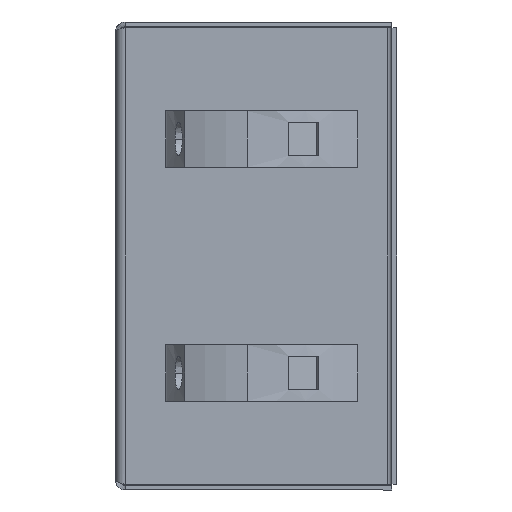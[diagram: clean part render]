
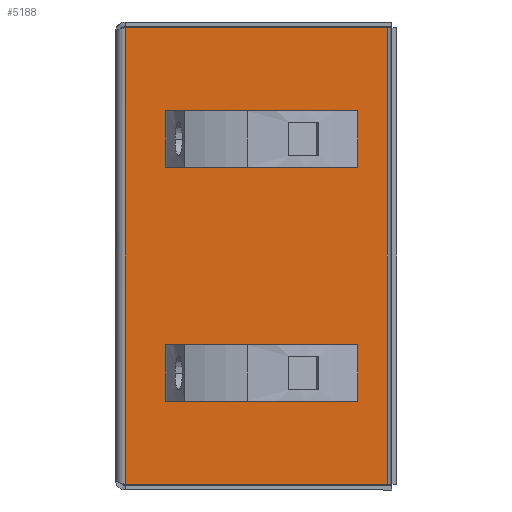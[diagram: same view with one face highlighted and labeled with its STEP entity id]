
A CAD part, left-side view. The second image highlights one B-rep face of the part: STEP entity #5188.
In plain terms, the highlighted planar face has unit normal (-1, 0, 0).
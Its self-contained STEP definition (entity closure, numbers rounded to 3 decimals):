
#1 = CARTESIAN_POINT ( 'NONE',  ( -58., -51.75, -19. ) ) ;
#56 = LINE ( 'NONE', #2567, #3721 ) ;
#66 = CARTESIAN_POINT ( 'NONE',  ( -58., -58., 48.802 ) ) ;
#132 = CARTESIAN_POINT ( 'NONE',  ( -58., -51.75, 31. ) ) ;
#182 = LINE ( 'NONE', #132, #4708 ) ;
#200 = ORIENTED_EDGE ( 'NONE', *, *, #1976, .T. ) ;
#206 = VECTOR ( 'NONE', #4292, 1000. ) ;
#208 = VECTOR ( 'NONE', #444, 1000. ) ;
#217 = VECTOR ( 'NONE', #1348, 1000. ) ;
#303 = CARTESIAN_POINT ( 'NONE',  ( -58., 0., 19. ) ) ;
#305 = ORIENTED_EDGE ( 'NONE', *, *, #4774, .T. ) ;
#376 = VECTOR ( 'NONE', #5032, 1000. ) ;
#408 = ORIENTED_EDGE ( 'NONE', *, *, #2522, .T. ) ;
#410 = LINE ( 'NONE', #1, #5197 ) ;
#444 = DIRECTION ( 'NONE',  ( 0., 1., 0. ) ) ;
#497 = DIRECTION ( 'NONE',  ( 0., 0., -1. ) ) ;
#517 = LINE ( 'NONE', #4346, #206 ) ;
#573 = LINE ( 'NONE', #4430, #1954 ) ;
#653 = VECTOR ( 'NONE', #5464, 1000. ) ;
#663 = VECTOR ( 'NONE', #2925, 1000. ) ;
#687 = CARTESIAN_POINT ( 'NONE',  ( -58., -10.647, 31. ) ) ;
#707 = CARTESIAN_POINT ( 'NONE',  ( -58., -51.75, 31. ) ) ;
#741 = VECTOR ( 'NONE', #1786, 1000. ) ;
#937 = ORIENTED_EDGE ( 'NONE', *, *, #1911, .T. ) ;
#990 = VECTOR ( 'NONE', #4168, 1000. ) ;
#1011 = EDGE_CURVE ( 'NONE', #2648, #4122, #1759, .T. ) ;
#1040 = VERTEX_POINT ( 'NONE', #4806 ) ;
#1144 = EDGE_CURVE ( 'NONE', #2069, #4099, #4889, .T. ) ;
#1149 = VERTEX_POINT ( 'NONE', #2340 ) ;
#1250 = CARTESIAN_POINT ( 'NONE',  ( -58., -51.25, -31. ) ) ;
#1348 = DIRECTION ( 'NONE',  ( 0., -1., 0. ) ) ;
#1370 = VERTEX_POINT ( 'NONE', #2106 ) ;
#1372 = VERTEX_POINT ( 'NONE', #1250 ) ;
#1392 = EDGE_CURVE ( 'NONE', #2926, #1149, #2432, .T. ) ;
#1488 = VERTEX_POINT ( 'NONE', #3336 ) ;
#1499 = DIRECTION ( 'NONE',  ( 0., 0., -1. ) ) ;
#1611 = VERTEX_POINT ( 'NONE', #1703 ) ;
#1630 = ORIENTED_EDGE ( 'NONE', *, *, #3247, .F. ) ;
#1674 = FACE_OUTER_BOUND ( 'NONE', #2308, .T. ) ;
#1703 = CARTESIAN_POINT ( 'NONE',  ( -58., -51.75, -19. ) ) ;
#1759 = LINE ( 'NONE', #66, #1999 ) ;
#1775 = DIRECTION ( 'NONE',  ( 0., -1., 0. ) ) ;
#1786 = DIRECTION ( 'NONE',  ( 0., 0., 1. ) ) ;
#1810 = VERTEX_POINT ( 'NONE', #3697 ) ;
#1838 = LINE ( 'NONE', #2257, #5470 ) ;
#1889 = ORIENTED_EDGE ( 'NONE', *, *, #1011, .F. ) ;
#1911 = EDGE_CURVE ( 'NONE', #1611, #4453, #410, .T. ) ;
#1954 = VECTOR ( 'NONE', #4009, 1000. ) ;
#1961 = LINE ( 'NONE', #3679, #3003 ) ;
#1971 = EDGE_CURVE ( 'NONE', #3954, #2926, #573, .T. ) ;
#1974 = EDGE_LOOP ( 'NONE', ( #408, #2480, #937, #4304, #3566, #5449 ) ) ;
#1976 = EDGE_CURVE ( 'NONE', #1040, #1149, #1838, .T. ) ;
#1980 = ORIENTED_EDGE ( 'NONE', *, *, #1971, .F. ) ;
#1997 = CARTESIAN_POINT ( 'NONE',  ( -58., -51.75, -31. ) ) ;
#1999 = VECTOR ( 'NONE', #497, 1000. ) ;
#2009 = AXIS2_PLACEMENT_3D ( 'NONE', #2464, #3305, #4275 ) ;
#2052 = CARTESIAN_POINT ( 'NONE',  ( -58., -2., -48.802 ) ) ;
#2069 = VERTEX_POINT ( 'NONE', #2368 ) ;
#2106 = CARTESIAN_POINT ( 'NONE',  ( -58., -51.25, -19. ) ) ;
#2109 = LINE ( 'NONE', #2945, #208 ) ;
#2175 = CARTESIAN_POINT ( 'NONE',  ( -58., -51.75, -31. ) ) ;
#2257 = CARTESIAN_POINT ( 'NONE',  ( -58., -51.75, 19. ) ) ;
#2308 = EDGE_LOOP ( 'NONE', ( #1889, #1630, #4004, #5310 ) ) ;
#2340 = CARTESIAN_POINT ( 'NONE',  ( -58., -51.25, 19. ) ) ;
#2368 = CARTESIAN_POINT ( 'NONE',  ( -58., -10.647, -19. ) ) ;
#2432 = LINE ( 'NONE', #303, #376 ) ;
#2464 = CARTESIAN_POINT ( 'NONE',  ( -58., 0., 0. ) ) ;
#2480 = ORIENTED_EDGE ( 'NONE', *, *, #4874, .F. ) ;
#2494 = CARTESIAN_POINT ( 'NONE',  ( -58., -58., -48.802 ) ) ;
#2522 = EDGE_CURVE ( 'NONE', #2069, #1370, #4535, .T. ) ;
#2567 = CARTESIAN_POINT ( 'NONE',  ( -58., 0., 31. ) ) ;
#2648 = VERTEX_POINT ( 'NONE', #4226 ) ;
#2709 = DIRECTION ( 'NONE',  ( 0., 1., 0. ) ) ;
#2758 = DIRECTION ( 'NONE',  ( 0., 1., 0. ) ) ;
#2781 = VERTEX_POINT ( 'NONE', #707 ) ;
#2843 = EDGE_LOOP ( 'NONE', ( #5462, #3799, #305, #200, #5434, #1980 ) ) ;
#2925 = DIRECTION ( 'NONE',  ( 0., 1., 0. ) ) ;
#2926 = VERTEX_POINT ( 'NONE', #4856 ) ;
#2943 = CARTESIAN_POINT ( 'NONE',  ( -58., -10.647, -31. ) ) ;
#2945 = CARTESIAN_POINT ( 'NONE',  ( -58., -51.75, -19. ) ) ;
#2968 = CARTESIAN_POINT ( 'NONE',  ( -58., -51.75, 31. ) ) ;
#3003 = VECTOR ( 'NONE', #5007, 1000. ) ;
#3188 = CARTESIAN_POINT ( 'NONE',  ( -58., -10.647, -19. ) ) ;
#3247 = EDGE_CURVE ( 'NONE', #1810, #2648, #4766, .T. ) ;
#3305 = DIRECTION ( 'NONE',  ( 1., 0., 0. ) ) ;
#3336 = CARTESIAN_POINT ( 'NONE',  ( -58., -51.25, 31. ) ) ;
#3355 = EDGE_CURVE ( 'NONE', #3954, #1488, #56, .T. ) ;
#3562 = EDGE_CURVE ( 'NONE', #4453, #1372, #5040, .T. ) ;
#3566 = ORIENTED_EDGE ( 'NONE', *, *, #3911, .F. ) ;
#3679 = CARTESIAN_POINT ( 'NONE',  ( -58., 0., -31. ) ) ;
#3697 = CARTESIAN_POINT ( 'NONE',  ( -58., -2., 48.802 ) ) ;
#3713 = CARTESIAN_POINT ( 'NONE',  ( -58., 0., -19. ) ) ;
#3721 = VECTOR ( 'NONE', #1775, 1000. ) ;
#3768 = LINE ( 'NONE', #2968, #653 ) ;
#3799 = ORIENTED_EDGE ( 'NONE', *, *, #4261, .F. ) ;
#3845 = FACE_BOUND ( 'NONE', #1974, .T. ) ;
#3887 = CARTESIAN_POINT ( 'NONE',  ( -58., -1., 48.802 ) ) ;
#3911 = EDGE_CURVE ( 'NONE', #4099, #1372, #1961, .T. ) ;
#3933 = CARTESIAN_POINT ( 'NONE',  ( -58., -2., 50. ) ) ;
#3954 = VERTEX_POINT ( 'NONE', #687 ) ;
#4004 = ORIENTED_EDGE ( 'NONE', *, *, #4191, .F. ) ;
#4009 = DIRECTION ( 'NONE',  ( 0., 0., -1. ) ) ;
#4099 = VERTEX_POINT ( 'NONE', #2943 ) ;
#4122 = VERTEX_POINT ( 'NONE', #2494 ) ;
#4168 = DIRECTION ( 'NONE',  ( 0., -1., 0. ) ) ;
#4191 = EDGE_CURVE ( 'NONE', #4764, #1810, #4359, .T. ) ;
#4226 = CARTESIAN_POINT ( 'NONE',  ( -58., -58., 48.802 ) ) ;
#4261 = EDGE_CURVE ( 'NONE', #2781, #1488, #182, .T. ) ;
#4275 = DIRECTION ( 'NONE',  ( 0., 1., 0. ) ) ;
#4292 = DIRECTION ( 'NONE',  ( 0., -1., 0. ) ) ;
#4304 = ORIENTED_EDGE ( 'NONE', *, *, #3562, .T. ) ;
#4346 = CARTESIAN_POINT ( 'NONE',  ( -58., 0., -48.802 ) ) ;
#4359 = LINE ( 'NONE', #3933, #741 ) ;
#4430 = CARTESIAN_POINT ( 'NONE',  ( -58., -10.647, 31. ) ) ;
#4453 = VERTEX_POINT ( 'NONE', #2175 ) ;
#4498 = EDGE_CURVE ( 'NONE', #4764, #4122, #517, .T. ) ;
#4535 = LINE ( 'NONE', #3713, #990 ) ;
#4604 = PLANE ( 'NONE',  #2009 ) ;
#4708 = VECTOR ( 'NONE', #2709, 1000. ) ;
#4764 = VERTEX_POINT ( 'NONE', #2052 ) ;
#4766 = LINE ( 'NONE', #3887, #217 ) ;
#4774 = EDGE_CURVE ( 'NONE', #2781, #1040, #3768, .T. ) ;
#4806 = CARTESIAN_POINT ( 'NONE',  ( -58., -51.75, 19. ) ) ;
#4856 = CARTESIAN_POINT ( 'NONE',  ( -58., -10.647, 19. ) ) ;
#4874 = EDGE_CURVE ( 'NONE', #1611, #1370, #2109, .T. ) ;
#4883 = VECTOR ( 'NONE', #1499, 1000. ) ;
#4889 = LINE ( 'NONE', #3188, #4883 ) ;
#5007 = DIRECTION ( 'NONE',  ( 0., -1., 0. ) ) ;
#5032 = DIRECTION ( 'NONE',  ( 0., -1., 0. ) ) ;
#5040 = LINE ( 'NONE', #1997, #663 ) ;
#5188 = ADVANCED_FACE ( 'NONE', ( #3845, #5540, #1674 ), #4604, .F. ) ;
#5197 = VECTOR ( 'NONE', #5221, 1000. ) ;
#5221 = DIRECTION ( 'NONE',  ( 0., 0., -1. ) ) ;
#5310 = ORIENTED_EDGE ( 'NONE', *, *, #4498, .T. ) ;
#5434 = ORIENTED_EDGE ( 'NONE', *, *, #1392, .F. ) ;
#5449 = ORIENTED_EDGE ( 'NONE', *, *, #1144, .F. ) ;
#5462 = ORIENTED_EDGE ( 'NONE', *, *, #3355, .T. ) ;
#5464 = DIRECTION ( 'NONE',  ( 0., 0., -1. ) ) ;
#5470 = VECTOR ( 'NONE', #2758, 1000. ) ;
#5540 = FACE_BOUND ( 'NONE', #2843, .T. ) ;
